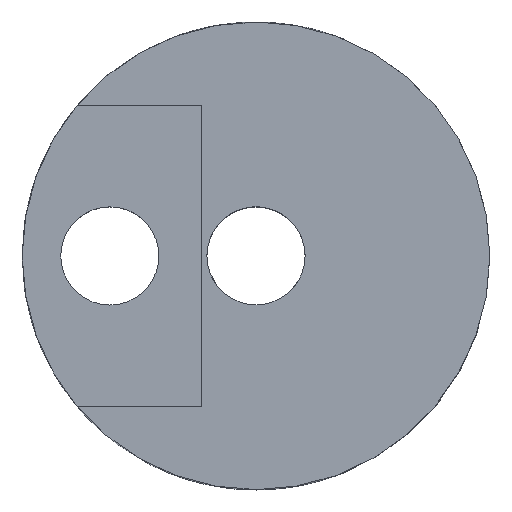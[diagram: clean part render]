
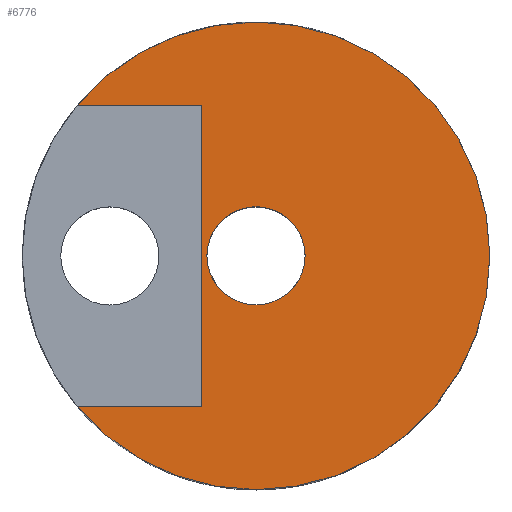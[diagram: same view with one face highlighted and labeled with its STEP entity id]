
A CAD part, top view. The second image highlights one B-rep face of the part: STEP entity #6776.
In plain terms, the highlighted planar face has unit normal (0, 0, 1).
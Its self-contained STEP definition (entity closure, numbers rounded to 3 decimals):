
#334 = DIRECTION ( 'NONE',  ( 0., 0., 1. ) ) ;
#366 = ORIENTED_EDGE ( 'NONE', *, *, #13991, .F. ) ;
#490 = ORIENTED_EDGE ( 'NONE', *, *, #13580, .F. ) ;
#816 = EDGE_CURVE ( 'NONE', #12323, #13537, #6448, .T. ) ;
#915 = AXIS2_PLACEMENT_3D ( 'NONE', #9735, #14573, #7304 ) ;
#1010 = DIRECTION ( 'NONE',  ( 1., 0., 0. ) ) ;
#1387 = VERTEX_POINT ( 'NONE', #4145 ) ;
#2068 = ORIENTED_EDGE ( 'NONE', *, *, #12964, .T. ) ;
#3090 = CARTESIAN_POINT ( 'NONE',  ( 8., 0., 8. ) ) ;
#3590 = PLANE ( 'NONE',  #915 ) ;
#3836 = AXIS2_PLACEMENT_3D ( 'NONE', #15685, #8428, #1010 ) ;
#4145 = CARTESIAN_POINT ( 'NONE',  ( -1.85, -5.15, 8. ) ) ;
#4495 = ORIENTED_EDGE ( 'NONE', *, *, #10866, .F. ) ;
#4582 = EDGE_CURVE ( 'NONE', #5858, #13295, #12306, .T. ) ;
#4868 = DIRECTION ( 'NONE',  ( 0., 0., 1. ) ) ;
#5858 = VERTEX_POINT ( 'NONE', #14234 ) ;
#6294 = CARTESIAN_POINT ( 'NONE',  ( -1.85, 5.15, 8. ) ) ;
#6448 = CIRCLE ( 'NONE', #15164, 8. ) ;
#6694 = AXIS2_PLACEMENT_3D ( 'NONE', #7753, #334, #8988 ) ;
#6728 = AXIS2_PLACEMENT_3D ( 'NONE', #12214, #4868, #13413 ) ;
#6776 = ADVANCED_FACE ( 'NONE', ( #10158, #8585 ), #3590, .T. ) ;
#7304 = DIRECTION ( 'NONE',  ( 1., 0., 0. ) ) ;
#7753 = CARTESIAN_POINT ( 'NONE',  ( 0., 0., 8. ) ) ;
#7842 = DIRECTION ( 'NONE',  ( 0., 0., 1. ) ) ;
#7850 = DIRECTION ( 'NONE',  ( 1., 0., 0. ) ) ;
#7864 = CARTESIAN_POINT ( 'NONE',  ( 0., 0., 8. ) ) ;
#8026 = EDGE_LOOP ( 'NONE', ( #490, #2068, #15476, #14735, #366 ) ) ;
#8428 = DIRECTION ( 'NONE',  ( 0., 0., 1. ) ) ;
#8535 = CARTESIAN_POINT ( 'NONE',  ( 1.68, 0., 8. ) ) ;
#8561 = CARTESIAN_POINT ( 'NONE',  ( -6.122, -5.15, 8. ) ) ;
#8585 = FACE_BOUND ( 'NONE', #11670, .T. ) ;
#8690 = CARTESIAN_POINT ( 'NONE',  ( -6.122, 5.15, 8. ) ) ;
#8881 = VERTEX_POINT ( 'NONE', #8561 ) ;
#8988 = DIRECTION ( 'NONE',  ( 1., 0., 0. ) ) ;
#9735 = CARTESIAN_POINT ( 'NONE',  ( 0., 0., 8. ) ) ;
#9924 = DIRECTION ( 'NONE',  ( 1., 0., 0. ) ) ;
#9976 = DIRECTION ( 'NONE',  ( -1., 0., 0. ) ) ;
#10027 = CARTESIAN_POINT ( 'NONE',  ( -1.85, -2.15, 8. ) ) ;
#10158 = FACE_OUTER_BOUND ( 'NONE', #8026, .T. ) ;
#10866 = EDGE_CURVE ( 'NONE', #13295, #5858, #13681, .T. ) ;
#11297 = ORIENTED_EDGE ( 'NONE', *, *, #4582, .F. ) ;
#11670 = EDGE_LOOP ( 'NONE', ( #11297, #4495 ) ) ;
#11985 = VERTEX_POINT ( 'NONE', #13888 ) ;
#12214 = CARTESIAN_POINT ( 'NONE',  ( 0., 0., 8. ) ) ;
#12306 = CIRCLE ( 'NONE', #6694, 1.68 ) ;
#12323 = VERTEX_POINT ( 'NONE', #3090 ) ;
#12964 = EDGE_CURVE ( 'NONE', #8881, #12323, #15805, .T. ) ;
#13295 = VERTEX_POINT ( 'NONE', #8535 ) ;
#13413 = DIRECTION ( 'NONE',  ( 1., 0., 0. ) ) ;
#13537 = VERTEX_POINT ( 'NONE', #8690 ) ;
#13557 = CARTESIAN_POINT ( 'NONE',  ( -8.15, -5.15, 8. ) ) ;
#13580 = EDGE_CURVE ( 'NONE', #8881, #1387, #15801, .T. ) ;
#13657 = DIRECTION ( 'NONE',  ( 0., 1., 0. ) ) ;
#13681 = CIRCLE ( 'NONE', #6728, 1.68 ) ;
#13790 = EDGE_CURVE ( 'NONE', #11985, #13537, #15717, .T. ) ;
#13888 = CARTESIAN_POINT ( 'NONE',  ( -1.85, 5.15, 8. ) ) ;
#13991 = EDGE_CURVE ( 'NONE', #1387, #11985, #15623, .T. ) ;
#14234 = CARTESIAN_POINT ( 'NONE',  ( -1.68, 0., 8. ) ) ;
#14573 = DIRECTION ( 'NONE',  ( 0., 0., 1. ) ) ;
#14735 = ORIENTED_EDGE ( 'NONE', *, *, #13790, .F. ) ;
#15164 = AXIS2_PLACEMENT_3D ( 'NONE', #7864, #7842, #7850 ) ;
#15476 = ORIENTED_EDGE ( 'NONE', *, *, #816, .T. ) ;
#15618 = VECTOR ( 'NONE', #13657, 1000. ) ;
#15623 = LINE ( 'NONE', #10027, #15618 ) ;
#15653 = VECTOR ( 'NONE', #9976, 1000. ) ;
#15685 = CARTESIAN_POINT ( 'NONE',  ( 0., 0., 8. ) ) ;
#15703 = VECTOR ( 'NONE', #9924, 1000. ) ;
#15717 = LINE ( 'NONE', #6294, #15653 ) ;
#15801 = LINE ( 'NONE', #13557, #15703 ) ;
#15805 = CIRCLE ( 'NONE', #3836, 8. ) ;
